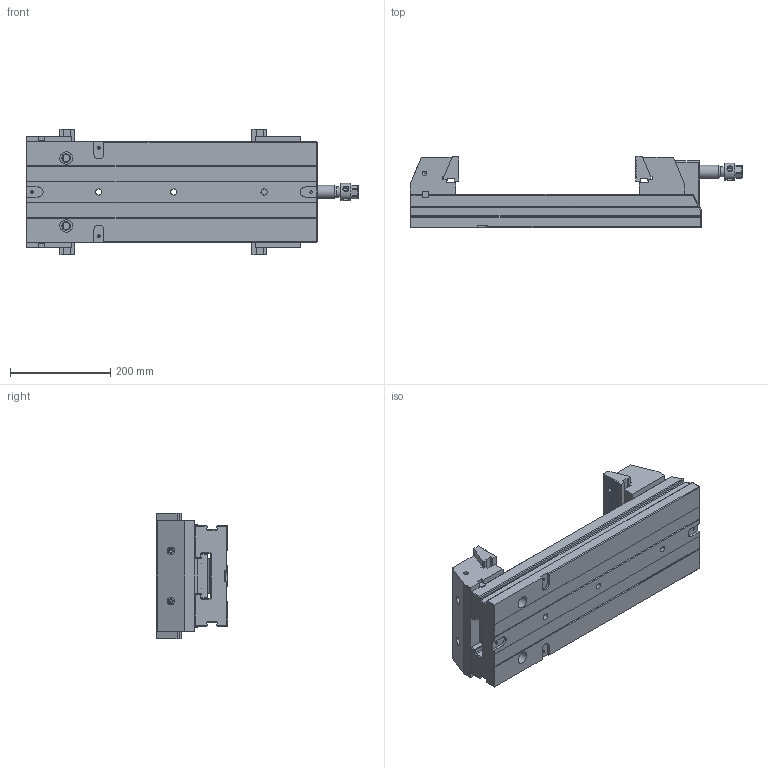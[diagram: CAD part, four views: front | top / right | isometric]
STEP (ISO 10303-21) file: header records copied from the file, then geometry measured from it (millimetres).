
FILE_DESCRIPTION(/* description */ (''),/* implementation_level */ '2;1');
FILE_NAME(/* name */ '30_250GL_Mordaza.stp',/* time_stamp */ '2019-06-19T16:02:02+02:00',/* author */ (''),/* organization */ (''),/* preprocessor_version */ 'ST-DEVELOPER v16',/* originating_system */ 'SIEMENS PLM Software NX 11.0',/* authorisation */ '');
FILE_SCHEMA (('AUTOMOTIVE_DESIGN { 1 0 10303 214 3 1 1 1 }'));
Length unit declared in the file: millimetre
Products named in the file (2): 3025090 Taco completo Atras; 30_250GL_Mordaza
Assembly tree (1 placements, depth 2):
  30_250GL_Mordaza
    3025090 Taco completo Atras
Bounding box: 661 x 142 x 250 mm (x, y, z)
Volume: 8906869.2 mm3; surface area: 801238.2 mm2
Topology: 12 solids, 12 shells, 632 faces, 1665 edges, 1088 vertices
Faces by surface type: plane 470, cylinder 103, cone 36, sphere 14, torus 9
Full cylindrical faces by diameter (mm): 4.351 x1, 5.188 x6, 6.5 x2, 6.985 x4, 8.5 x4, 8.782 x6, 9.5 x4, 10.5 x4, 10.579 x3, 12 x4, 12.376 x3, 13 x3, 14.376 x2, 15 x4, 15.5 x2, 16.5 x1, 17 x2, 18 x5, 19 x5, 20 x3, 21.25 x1, 25 x2, 26 x1, 28 x2, 30 x2, 33.8 x1, 34 x3
Entity records: 18627 total; most frequent: CARTESIAN_POINT 3482, DIRECTION 2999, ORIENTED_EDGE 2954, EDGE_CURVE 1477, LINE 1161, VECTOR 1161, VERTEX_POINT 1036, AXIS2_PLACEMENT_3D 919
